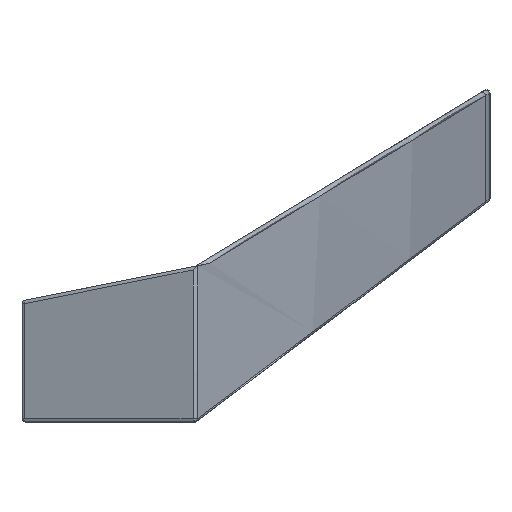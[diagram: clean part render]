
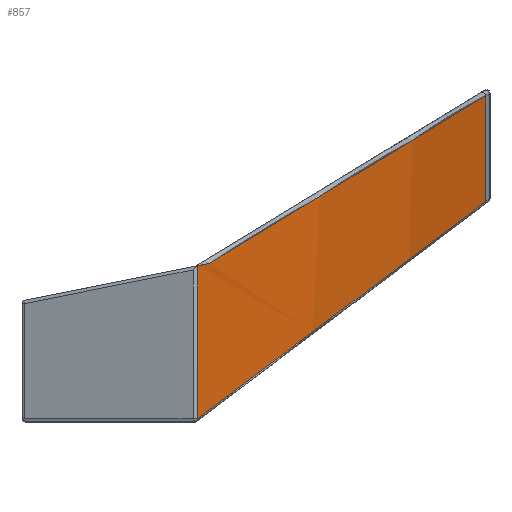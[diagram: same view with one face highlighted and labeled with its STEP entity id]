
A CAD part, left-side view. The second image highlights one B-rep face of the part: STEP entity #857.
In plain terms, the highlighted cylindrical face has radius 121.978 mm (diameter 243.957 mm), a partial arc.
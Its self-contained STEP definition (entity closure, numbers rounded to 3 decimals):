
#3 = DIRECTION ( 'NONE',  ( 0., 0., 1. ) ) ;
#17 = LINE ( 'NONE', #760, #1171 ) ;
#27 = AXIS2_PLACEMENT_3D ( 'NONE', #1141, #1335, #187 ) ;
#72 =( BOUNDED_CURVE ( )  B_SPLINE_CURVE ( 3, ( #599, #183, #615, #820 ),
 .UNSPECIFIED., .F., .T. ) 
 B_SPLINE_CURVE_WITH_KNOTS ( ( 4, 4 ),
 ( 5.666, 5.971 ),
 .UNSPECIFIED. ) 
 CURVE ( )  GEOMETRIC_REPRESENTATION_ITEM ( )  RATIONAL_B_SPLINE_CURVE ( ( 1., 0.992, 0.992, 1. ) ) 
 REPRESENTATION_ITEM ( '' )  );
#73 = VERTEX_POINT ( 'NONE', #196 ) ;
#75 = CARTESIAN_POINT ( 'NONE',  ( -249.841, -10.113, 5.523 ) ) ;
#77 = LINE ( 'NONE', #1357, #197 ) ;
#183 = CARTESIAN_POINT ( 'NONE',  ( -239.704, -17.313, 2.129 ) ) ;
#187 = DIRECTION ( 'NONE',  ( -1., 0., 0. ) ) ;
#196 = CARTESIAN_POINT ( 'NONE',  ( -249.865, -10.096, -3.3 ) ) ;
#197 = VECTOR ( 'NONE', #834, 1000. ) ;
#233 = ORIENTED_EDGE ( 'NONE', *, *, #1042, .T. ) ;
#275 = CARTESIAN_POINT ( 'NONE',  ( -249.866, -10.096, 5.517 ) ) ;
#289 = CARTESIAN_POINT ( 'NONE',  ( -249.877, -10.087, 5.513 ) ) ;
#310 = CARTESIAN_POINT ( 'NONE',  ( -249.173, -10.585, 5.617 ) ) ;
#318 = ORIENTED_EDGE ( 'NONE', *, *, #736, .T. ) ;
#347 = ORIENTED_EDGE ( 'NONE', *, *, #1281, .T. ) ;
#348 = VERTEX_POINT ( 'NONE', #602 ) ;
#353 =( BOUNDED_CURVE ( )  B_SPLINE_CURVE ( 3, ( #1158, #1379, #419, #850 ),
 .UNSPECIFIED., .F., .F. ) 
 B_SPLINE_CURVE_WITH_KNOTS ( ( 4, 4 ),
 ( 0.312, 0.607 ),
 .UNSPECIFIED. ) 
 CURVE ( )  GEOMETRIC_REPRESENTATION_ITEM ( )  RATIONAL_B_SPLINE_CURVE ( ( 1., 0.993, 0.993, 1. ) ) 
 REPRESENTATION_ITEM ( '' )  );
#419 = CARTESIAN_POINT ( 'NONE',  ( -238.951, -17.688, 9.836 ) ) ;
#425 = CARTESIAN_POINT ( 'NONE',  ( -216.705, -26.73, 15.326 ) ) ;
#446 = AXIS2_PLACEMENT_3D ( 'NONE', #596, #603, #611 ) ;
#483 = FACE_OUTER_BOUND ( 'NONE', #980, .T. ) ;
#515 = VERTEX_POINT ( 'NONE', #906 ) ;
#516 = CIRCLE ( 'NONE', #27, 121.978 ) ;
#525 = ORIENTED_EDGE ( 'NONE', *, *, #607, .T. ) ;
#564 = CARTESIAN_POINT ( 'NONE',  ( -248.837, -10.818, 5.664 ) ) ;
#596 = CARTESIAN_POINT ( 'NONE',  ( -179.23, 89.349, -30. ) ) ;
#599 = CARTESIAN_POINT ( 'NONE',  ( -249.865, -10.096, -3.3 ) ) ;
#602 = CARTESIAN_POINT ( 'NONE',  ( -249.877, -10.087, 5.513 ) ) ;
#603 = DIRECTION ( 'NONE',  ( 0., 0., 1. ) ) ;
#607 = EDGE_CURVE ( 'NONE', #788, #348, #1139, .T. ) ;
#611 = DIRECTION ( 'NONE',  ( 1., 0., 0. ) ) ;
#615 = CARTESIAN_POINT ( 'NONE',  ( -228.565, -22.901, 6.333 ) ) ;
#694 = VERTEX_POINT ( 'NONE', #425 ) ;
#736 = EDGE_CURVE ( 'NONE', #348, #1133, #77, .T. ) ;
#738 = CARTESIAN_POINT ( 'NONE',  ( -249.508, -10.35, 5.57 ) ) ;
#760 = CARTESIAN_POINT ( 'NONE',  ( -216.705, -26.73, -30. ) ) ;
#788 = VERTEX_POINT ( 'NONE', #75 ) ;
#820 = CARTESIAN_POINT ( 'NONE',  ( -216.705, -26.73, 9.214 ) ) ;
#834 = DIRECTION ( 'NONE',  ( 0., 0., -1. ) ) ;
#850 = CARTESIAN_POINT ( 'NONE',  ( -248.837, -10.818, 5.664 ) ) ;
#857 = ADVANCED_FACE ( 'NONE', ( #483 ), #1124, .T. ) ;
#861 = CARTESIAN_POINT ( 'NONE',  ( -249.841, -10.113, 5.523 ) ) ;
#895 = EDGE_CURVE ( 'NONE', #1133, #73, #516, .T. ) ;
#906 = CARTESIAN_POINT ( 'NONE',  ( -216.705, -26.73, 9.214 ) ) ;
#923 = CARTESIAN_POINT ( 'NONE',  ( -249.854, -10.104, 5.521 ) ) ;
#974 = EDGE_CURVE ( 'NONE', #1063, #788, #1368, .T. ) ;
#980 = EDGE_LOOP ( 'NONE', ( #318, #1324, #347, #1047, #233, #1218, #525 ) ) ;
#1013 = EDGE_CURVE ( 'NONE', #515, #694, #17, .T. ) ;
#1042 = EDGE_CURVE ( 'NONE', #694, #1063, #353, .T. ) ;
#1047 = ORIENTED_EDGE ( 'NONE', *, *, #1013, .T. ) ;
#1059 = CARTESIAN_POINT ( 'NONE',  ( -249.841, -10.113, 5.523 ) ) ;
#1063 = VERTEX_POINT ( 'NONE', #564 ) ;
#1087 = CARTESIAN_POINT ( 'NONE',  ( -249.877, -10.087, -3.3 ) ) ;
#1124 = CYLINDRICAL_SURFACE ( 'NONE', #446, 121.978 ) ;
#1133 = VERTEX_POINT ( 'NONE', #1087 ) ;
#1139 = B_SPLINE_CURVE_WITH_KNOTS ( 'NONE', 3,
 ( #1059, #923, #275, #289 ),
 .UNSPECIFIED., .F., .F.,
 ( 4, 4 ),
 ( 0., 0. ),
 .UNSPECIFIED. ) ;
#1141 = CARTESIAN_POINT ( 'NONE',  ( -179.23, 89.349, -3.3 ) ) ;
#1158 = CARTESIAN_POINT ( 'NONE',  ( -216.705, -26.73, 15.326 ) ) ;
#1171 = VECTOR ( 'NONE', #3, 1000. ) ;
#1179 = CARTESIAN_POINT ( 'NONE',  ( -248.837, -10.818, 5.664 ) ) ;
#1218 = ORIENTED_EDGE ( 'NONE', *, *, #974, .T. ) ;
#1281 = EDGE_CURVE ( 'NONE', #73, #515, #72, .T. ) ;
#1324 = ORIENTED_EDGE ( 'NONE', *, *, #895, .T. ) ;
#1335 = DIRECTION ( 'NONE',  ( 0., 0., 1. ) ) ;
#1357 = CARTESIAN_POINT ( 'NONE',  ( -249.877, -10.087, -30. ) ) ;
#1368 =( BOUNDED_CURVE ( )  B_SPLINE_CURVE ( 3, ( #1179, #310, #738, #861 ),
 .UNSPECIFIED., .F., .T. ) 
 B_SPLINE_CURVE_WITH_KNOTS ( ( 4, 4 ),
 ( 0.607, 0.617 ),
 .UNSPECIFIED. ) 
 CURVE ( )  GEOMETRIC_REPRESENTATION_ITEM ( )  RATIONAL_B_SPLINE_CURVE ( ( 1., 1., 1., 1. ) ) 
 REPRESENTATION_ITEM ( '' )  );
#1379 = CARTESIAN_POINT ( 'NONE',  ( -228.162, -23.031, 13.08 ) ) ;
